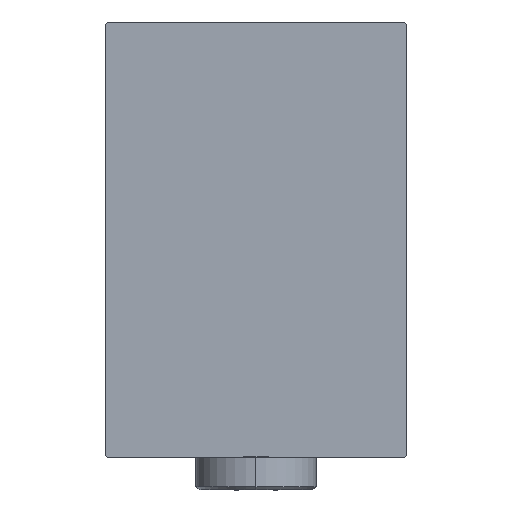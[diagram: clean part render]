
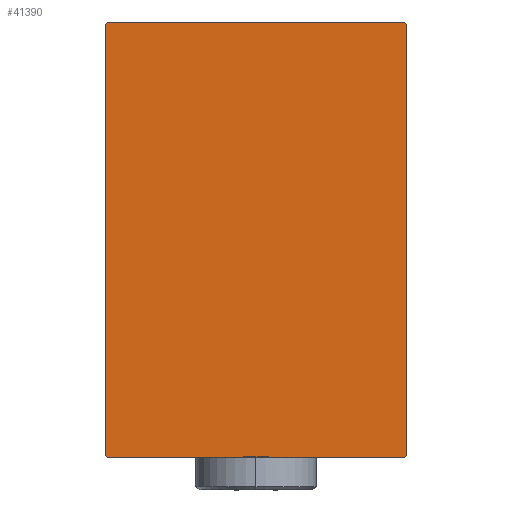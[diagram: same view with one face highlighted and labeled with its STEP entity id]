
A CAD part, left-side view. The second image highlights one B-rep face of the part: STEP entity #41390.
In plain terms, the highlighted face is planar.
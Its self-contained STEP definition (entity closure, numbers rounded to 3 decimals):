
#515 = CARTESIAN_POINT ( 'NONE',  ( 170., -27.35, -27.35 ) ) ;
#669 = DIRECTION ( 'NONE',  ( 0., 1., 0. ) ) ;
#820 = VECTOR ( 'NONE', #18956, 1000. ) ;
#1600 = DIRECTION ( 'NONE',  ( 0., 0., 1. ) ) ;
#1623 = ORIENTED_EDGE ( 'NONE', *, *, #9650, .T. ) ;
#3084 = LINE ( 'NONE', #10483, #37599 ) ;
#3839 = CARTESIAN_POINT ( 'NONE',  ( 170., 0., 0. ) ) ;
#4122 = DIRECTION ( 'NONE',  ( 0., 0.707, -0.707 ) ) ;
#7435 = CARTESIAN_POINT ( 'NONE',  ( 170., 22.5, 32.5 ) ) ;
#7754 = VECTOR ( 'NONE', #669, 1000. ) ;
#8274 = EDGE_CURVE ( 'NONE', #17026, #38679, #17389, .T. ) ;
#9650 = EDGE_CURVE ( 'NONE', #39388, #38419, #32878, .T. ) ;
#10483 = CARTESIAN_POINT ( 'NONE',  ( 170., -22.5, 32.5 ) ) ;
#10908 = VERTEX_POINT ( 'NONE', #17495 ) ;
#11249 = ORIENTED_EDGE ( 'NONE', *, *, #44238, .T. ) ;
#12283 = ORIENTED_EDGE ( 'NONE', *, *, #8274, .T. ) ;
#13422 = DIRECTION ( 'NONE',  ( 0., -0.707, 0.707 ) ) ;
#14699 = LINE ( 'NONE', #21682, #820 ) ;
#14713 = VERTEX_POINT ( 'NONE', #16471 ) ;
#16471 = CARTESIAN_POINT ( 'NONE',  ( 170., -22.2, 32.5 ) ) ;
#16587 = CARTESIAN_POINT ( 'NONE',  ( 170., 22.5, -32.2 ) ) ;
#17026 = VERTEX_POINT ( 'NONE', #19556 ) ;
#17389 = LINE ( 'NONE', #515, #25284 ) ;
#17495 = CARTESIAN_POINT ( 'NONE',  ( 170., 22.2, -32.5 ) ) ;
#17545 = FACE_OUTER_BOUND ( 'NONE', #38304, .T. ) ;
#17553 = DIRECTION ( 'NONE',  ( 0., -1., 0. ) ) ;
#17760 = DIRECTION ( 'NONE',  ( 1., 0., 0. ) ) ;
#17766 = LINE ( 'NONE', #31518, #7754 ) ;
#18004 = CARTESIAN_POINT ( 'NONE',  ( 170., -27.35, 27.35 ) ) ;
#18956 = DIRECTION ( 'NONE',  ( 0., 0.707, 0.707 ) ) ;
#19556 = CARTESIAN_POINT ( 'NONE',  ( 170., -22.5, -32.2 ) ) ;
#20288 = VECTOR ( 'NONE', #1600, 1000. ) ;
#20704 = PLANE ( 'NONE',  #38938 ) ;
#20841 = DIRECTION ( 'NONE',  ( 0., 0., -1. ) ) ;
#21379 = LINE ( 'NONE', #7435, #42567 ) ;
#21605 = LINE ( 'NONE', #18004, #32889 ) ;
#21682 = CARTESIAN_POINT ( 'NONE',  ( 170., 27.35, -27.35 ) ) ;
#21765 = CARTESIAN_POINT ( 'NONE',  ( 170., 22.2, 32.5 ) ) ;
#21809 = ORIENTED_EDGE ( 'NONE', *, *, #42148, .T. ) ;
#22487 = EDGE_CURVE ( 'NONE', #14713, #43026, #21605, .T. ) ;
#23889 = ORIENTED_EDGE ( 'NONE', *, *, #36847, .T. ) ;
#23911 = CARTESIAN_POINT ( 'NONE',  ( 170., -22.2, -32.5 ) ) ;
#24239 = LINE ( 'NONE', #30777, #25209 ) ;
#25209 = VECTOR ( 'NONE', #13422, 1000. ) ;
#25284 = VECTOR ( 'NONE', #4122, 1000. ) ;
#25650 = DIRECTION ( 'NONE',  ( 0., -0.707, -0.707 ) ) ;
#26054 = CARTESIAN_POINT ( 'NONE',  ( 170., 22.5, 32.2 ) ) ;
#26392 = EDGE_CURVE ( 'NONE', #38679, #10908, #17766, .T. ) ;
#26643 = VERTEX_POINT ( 'NONE', #21765 ) ;
#28378 = ORIENTED_EDGE ( 'NONE', *, *, #26392, .T. ) ;
#30777 = CARTESIAN_POINT ( 'NONE',  ( 170., 27.35, 27.35 ) ) ;
#31079 = DIRECTION ( 'NONE',  ( 0., 0., -1. ) ) ;
#31518 = CARTESIAN_POINT ( 'NONE',  ( 170., -22.5, -32.5 ) ) ;
#32069 = ORIENTED_EDGE ( 'NONE', *, *, #37651, .T. ) ;
#32878 = LINE ( 'NONE', #39425, #20288 ) ;
#32889 = VECTOR ( 'NONE', #25650, 1000. ) ;
#34455 = ORIENTED_EDGE ( 'NONE', *, *, #22487, .T. ) ;
#36847 = EDGE_CURVE ( 'NONE', #10908, #39388, #14699, .T. ) ;
#37599 = VECTOR ( 'NONE', #20841, 1000. ) ;
#37651 = EDGE_CURVE ( 'NONE', #38419, #26643, #24239, .T. ) ;
#38304 = EDGE_LOOP ( 'NONE', ( #28378, #23889, #1623, #32069, #21809, #34455, #11249, #12283 ) ) ;
#38419 = VERTEX_POINT ( 'NONE', #26054 ) ;
#38679 = VERTEX_POINT ( 'NONE', #23911 ) ;
#38727 = CARTESIAN_POINT ( 'NONE',  ( 170., -22.5, 32.2 ) ) ;
#38938 = AXIS2_PLACEMENT_3D ( 'NONE', #3839, #17760, #31079 ) ;
#39388 = VERTEX_POINT ( 'NONE', #16587 ) ;
#39425 = CARTESIAN_POINT ( 'NONE',  ( 170., 22.5, -32.5 ) ) ;
#41390 = ADVANCED_FACE ( 'NONE', ( #17545 ), #20704, .T. ) ;
#42148 = EDGE_CURVE ( 'NONE', #26643, #14713, #21379, .T. ) ;
#42567 = VECTOR ( 'NONE', #17553, 1000. ) ;
#43026 = VERTEX_POINT ( 'NONE', #38727 ) ;
#44238 = EDGE_CURVE ( 'NONE', #43026, #17026, #3084, .T. ) ;
